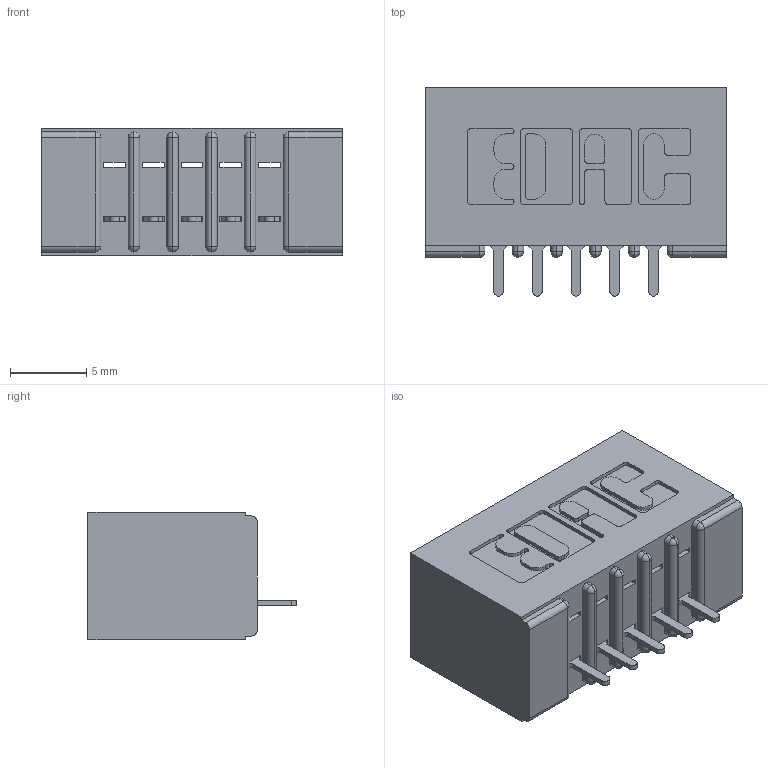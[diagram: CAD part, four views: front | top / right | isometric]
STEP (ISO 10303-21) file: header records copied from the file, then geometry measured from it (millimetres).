
FILE_DESCRIPTION (( 'STEP AP203' ), '1' );
FILE_NAME ('391-005-524-101.STEP', '2018-08-08T15:13:57', ( '' ), ( '' ), 'SwSTEP 2.0', 'SolidWorks 2016', '' );
FILE_SCHEMA (( 'CONFIG_CONTROL_DESIGN' ));
Length unit declared in the file: inch
Products named in the file (3): 341 Part_No Mounting Lugs; 341-292-001_341-292-124; 391-005-524-101
Assembly tree (6 placements, depth 2):
  391-005-524-101
    341 Part_No Mounting Lugs
    341-292-001_341-292-124  x5
Bounding box: 19.68 x 13.64 x 8.38 mm (x, y, z)
Volume: 1259.6 mm3; surface area: 2005.6 mm2
Topology: 6 solids, 6 shells, 518 faces, 1477 edges, 950 vertices
Faces by surface type: plane 319, cylinder 179, sphere 12, torus 8
Entity records: 10542 total; most frequent: CARTESIAN_POINT 1774, ORIENTED_EDGE 1762, DIRECTION 1741, EDGE_CURVE 881, VECTOR 675, LINE 675, VERTEX_POINT 566, AXIS2_PLACEMENT_3D 533
